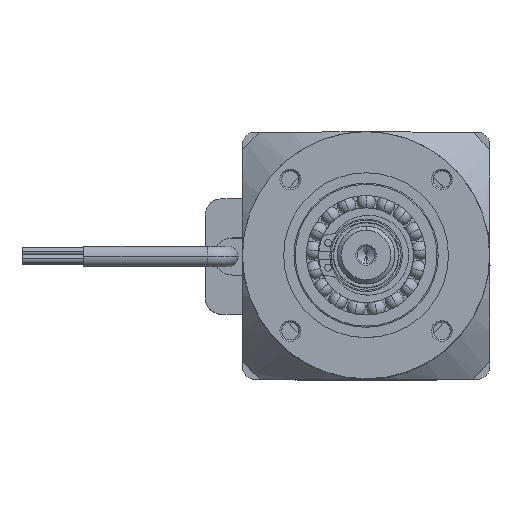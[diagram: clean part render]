
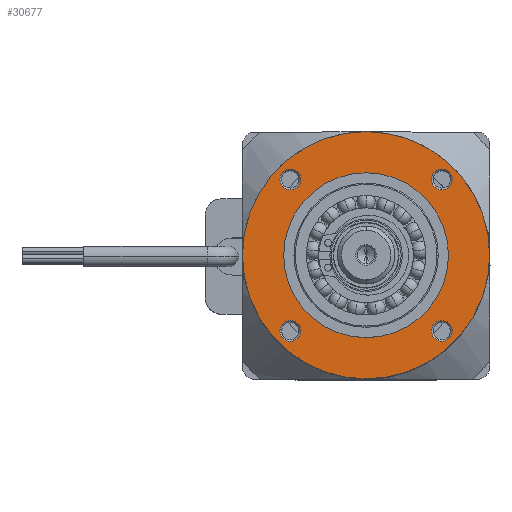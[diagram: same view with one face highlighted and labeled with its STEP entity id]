
A CAD part, top view. The second image highlights one B-rep face of the part: STEP entity #30677.
In plain terms, the highlighted planar face has unit normal (0, 0, 1).
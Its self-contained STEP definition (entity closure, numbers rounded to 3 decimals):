
#660 = CARTESIAN_POINT ( 'NONE',  ( -18.385, -18.385, 12.5 ) ) ;
#904 = VERTEX_POINT ( 'NONE', #22228 ) ;
#2176 = CARTESIAN_POINT ( 'NONE',  ( 20., 0., 12.5 ) ) ;
#2333 = DIRECTION ( 'NONE',  ( 1., 0., 0. ) ) ;
#2433 = VERTEX_POINT ( 'NONE', #17381 ) ;
#2453 = VERTEX_POINT ( 'NONE', #9876 ) ;
#2961 = DIRECTION ( 'NONE',  ( 0., 0., 1. ) ) ;
#3025 = CIRCLE ( 'NONE', #26385, 2.525 ) ;
#3091 = AXIS2_PLACEMENT_3D ( 'NONE', #23839, #6295, #31957 ) ;
#3748 = CARTESIAN_POINT ( 'NONE',  ( 0., 0., 12.5 ) ) ;
#3826 = VERTEX_POINT ( 'NONE', #2176 ) ;
#3900 = FACE_BOUND ( 'NONE', #17526, .T. ) ;
#4132 = AXIS2_PLACEMENT_3D ( 'NONE', #32815, #14860, #22644 ) ;
#4193 = DIRECTION ( 'NONE',  ( 0., 0., 1. ) ) ;
#4445 = CARTESIAN_POINT ( 'NONE',  ( 20.91, -18.385, 12.5 ) ) ;
#5099 = EDGE_CURVE ( 'NONE', #14067, #6560, #29197, .T. ) ;
#5281 = ORIENTED_EDGE ( 'NONE', *, *, #13745, .T. ) ;
#5745 = DIRECTION ( 'NONE',  ( 1., 0., 0. ) ) ;
#5870 = ORIENTED_EDGE ( 'NONE', *, *, #28164, .F. ) ;
#5875 = VERTEX_POINT ( 'NONE', #18794 ) ;
#5924 = EDGE_CURVE ( 'NONE', #7593, #15456, #29744, .T. ) ;
#6295 = DIRECTION ( 'NONE',  ( 0., 0., 1. ) ) ;
#6413 = VERTEX_POINT ( 'NONE', #10243 ) ;
#6560 = VERTEX_POINT ( 'NONE', #21102 ) ;
#6854 = EDGE_CURVE ( 'NONE', #6560, #14067, #32561, .T. ) ;
#6967 = PLANE ( 'NONE',  #8527 ) ;
#7219 = AXIS2_PLACEMENT_3D ( 'NONE', #27269, #4193, #16948 ) ;
#7378 = EDGE_LOOP ( 'NONE', ( #5281, #8992 ) ) ;
#7418 = ORIENTED_EDGE ( 'NONE', *, *, #25293, .F. ) ;
#7593 = VERTEX_POINT ( 'NONE', #11282 ) ;
#8527 = AXIS2_PLACEMENT_3D ( 'NONE', #3748, #12452, #2333 ) ;
#8869 = AXIS2_PLACEMENT_3D ( 'NONE', #21013, #31356, #18477 ) ;
#8929 = DIRECTION ( 'NONE',  ( 1., 0., 0. ) ) ;
#8992 = ORIENTED_EDGE ( 'NONE', *, *, #24025, .T. ) ;
#9238 = CARTESIAN_POINT ( 'NONE',  ( -20.91, -18.385, 12.5 ) ) ;
#9522 = FACE_BOUND ( 'NONE', #21526, .T. ) ;
#9876 = CARTESIAN_POINT ( 'NONE',  ( 15.86, -18.385, 12.5 ) ) ;
#10220 = DIRECTION ( 'NONE',  ( 0., 0., 1. ) ) ;
#10243 = CARTESIAN_POINT ( 'NONE',  ( -30., 0., 12.5 ) ) ;
#10915 = ORIENTED_EDGE ( 'NONE', *, *, #23813, .F. ) ;
#11080 = CIRCLE ( 'NONE', #8869, 2.525 ) ;
#11172 = CIRCLE ( 'NONE', #14980, 30. ) ;
#11282 = CARTESIAN_POINT ( 'NONE',  ( -15.86, -18.385, 12.5 ) ) ;
#11453 = AXIS2_PLACEMENT_3D ( 'NONE', #26142, #31548, #18852 ) ;
#11590 = FACE_BOUND ( 'NONE', #27210, .T. ) ;
#11793 = CIRCLE ( 'NONE', #4132, 20. ) ;
#11826 = CIRCLE ( 'NONE', #22607, 2.525 ) ;
#12180 = EDGE_LOOP ( 'NONE', ( #18740, #7418 ) ) ;
#12331 = DIRECTION ( 'NONE',  ( 0., 0., 1. ) ) ;
#12452 = DIRECTION ( 'NONE',  ( 0., 0., 1. ) ) ;
#13262 = CIRCLE ( 'NONE', #31023, 2.525 ) ;
#13387 = DIRECTION ( 'NONE',  ( 1., 0., 0. ) ) ;
#13745 = EDGE_CURVE ( 'NONE', #5875, #6413, #11172, .T. ) ;
#13980 = DIRECTION ( 'NONE',  ( 1., 0., 0. ) ) ;
#14067 = VERTEX_POINT ( 'NONE', #30117 ) ;
#14860 = DIRECTION ( 'NONE',  ( 0., 0., 1. ) ) ;
#14905 = EDGE_CURVE ( 'NONE', #2453, #15539, #11080, .T. ) ;
#14980 = AXIS2_PLACEMENT_3D ( 'NONE', #18119, #2961, #13387 ) ;
#15137 = AXIS2_PLACEMENT_3D ( 'NONE', #23897, #21682, #8929 ) ;
#15456 = VERTEX_POINT ( 'NONE', #9238 ) ;
#15539 = VERTEX_POINT ( 'NONE', #4445 ) ;
#16948 = DIRECTION ( 'NONE',  ( 1., 0., 0. ) ) ;
#17284 = ORIENTED_EDGE ( 'NONE', *, *, #6854, .F. ) ;
#17381 = CARTESIAN_POINT ( 'NONE',  ( -20., 0., 12.5 ) ) ;
#17526 = EDGE_LOOP ( 'NONE', ( #17284, #20849 ) ) ;
#18119 = CARTESIAN_POINT ( 'NONE',  ( 0., 0., 12.5 ) ) ;
#18477 = DIRECTION ( 'NONE',  ( 1., 0., 0. ) ) ;
#18740 = ORIENTED_EDGE ( 'NONE', *, *, #5924, .F. ) ;
#18794 = CARTESIAN_POINT ( 'NONE',  ( 30., 0., 12.5 ) ) ;
#18852 = DIRECTION ( 'NONE',  ( 1., 0., 0. ) ) ;
#19193 = ORIENTED_EDGE ( 'NONE', *, *, #14905, .F. ) ;
#19209 = FACE_BOUND ( 'NONE', #30435, .T. ) ;
#19361 = CIRCLE ( 'NONE', #3091, 30. ) ;
#19723 = CIRCLE ( 'NONE', #7219, 20. ) ;
#19736 = DIRECTION ( 'NONE',  ( 0., 0., 1. ) ) ;
#20568 = DIRECTION ( 'NONE',  ( 1., 0., 0. ) ) ;
#20849 = ORIENTED_EDGE ( 'NONE', *, *, #5099, .F. ) ;
#21013 = CARTESIAN_POINT ( 'NONE',  ( 18.385, -18.385, 12.5 ) ) ;
#21102 = CARTESIAN_POINT ( 'NONE',  ( 20.91, 18.385, 12.5 ) ) ;
#21279 = VERTEX_POINT ( 'NONE', #25374 ) ;
#21350 = ORIENTED_EDGE ( 'NONE', *, *, #24297, .F. ) ;
#21526 = EDGE_LOOP ( 'NONE', ( #23952, #10915 ) ) ;
#21682 = DIRECTION ( 'NONE',  ( 0., 0., 1. ) ) ;
#21762 = FACE_OUTER_BOUND ( 'NONE', #7378, .T. ) ;
#22228 = CARTESIAN_POINT ( 'NONE',  ( -15.86, 18.385, 12.5 ) ) ;
#22253 = FACE_BOUND ( 'NONE', #12180, .T. ) ;
#22607 = AXIS2_PLACEMENT_3D ( 'NONE', #23095, #10220, #20568 ) ;
#22644 = DIRECTION ( 'NONE',  ( 1., 0., 0. ) ) ;
#23095 = CARTESIAN_POINT ( 'NONE',  ( 18.385, -18.385, 12.5 ) ) ;
#23813 = EDGE_CURVE ( 'NONE', #3826, #2433, #11793, .T. ) ;
#23839 = CARTESIAN_POINT ( 'NONE',  ( 0., 0., 12.5 ) ) ;
#23897 = CARTESIAN_POINT ( 'NONE',  ( -18.385, -18.385, 12.5 ) ) ;
#23940 = CARTESIAN_POINT ( 'NONE',  ( 18.385, 18.385, 12.5 ) ) ;
#23952 = ORIENTED_EDGE ( 'NONE', *, *, #25876, .F. ) ;
#24025 = EDGE_CURVE ( 'NONE', #6413, #5875, #19361, .T. ) ;
#24297 = EDGE_CURVE ( 'NONE', #15539, #2453, #11826, .T. ) ;
#24999 = DIRECTION ( 'NONE',  ( 1., 0., 0. ) ) ;
#25293 = EDGE_CURVE ( 'NONE', #15456, #7593, #3025, .T. ) ;
#25374 = CARTESIAN_POINT ( 'NONE',  ( -20.91, 18.385, 12.5 ) ) ;
#25385 = CARTESIAN_POINT ( 'NONE',  ( -18.385, 18.385, 12.5 ) ) ;
#25866 = CIRCLE ( 'NONE', #29681, 2.525 ) ;
#25876 = EDGE_CURVE ( 'NONE', #2433, #3826, #19723, .T. ) ;
#26142 = CARTESIAN_POINT ( 'NONE',  ( 18.385, 18.385, 12.5 ) ) ;
#26297 = EDGE_CURVE ( 'NONE', #21279, #904, #13262, .T. ) ;
#26385 = AXIS2_PLACEMENT_3D ( 'NONE', #660, #32070, #13980 ) ;
#27210 = EDGE_LOOP ( 'NONE', ( #5870, #33270 ) ) ;
#27269 = CARTESIAN_POINT ( 'NONE',  ( 0., 0., 12.5 ) ) ;
#27845 = CARTESIAN_POINT ( 'NONE',  ( -18.385, 18.385, 12.5 ) ) ;
#28164 = EDGE_CURVE ( 'NONE', #904, #21279, #25866, .T. ) ;
#29010 = DIRECTION ( 'NONE',  ( 0., 0., 1. ) ) ;
#29197 = CIRCLE ( 'NONE', #31847, 2.525 ) ;
#29681 = AXIS2_PLACEMENT_3D ( 'NONE', #27845, #19736, #24999 ) ;
#29744 = CIRCLE ( 'NONE', #15137, 2.525 ) ;
#30117 = CARTESIAN_POINT ( 'NONE',  ( 15.86, 18.385, 12.5 ) ) ;
#30435 = EDGE_LOOP ( 'NONE', ( #21350, #19193 ) ) ;
#30677 = ADVANCED_FACE ( 'NONE', ( #11590, #3900, #19209, #22253, #9522, #21762 ), #6967, .T. ) ;
#31023 = AXIS2_PLACEMENT_3D ( 'NONE', #25385, #12331, #33152 ) ;
#31356 = DIRECTION ( 'NONE',  ( 0., 0., 1. ) ) ;
#31548 = DIRECTION ( 'NONE',  ( 0., 0., 1. ) ) ;
#31847 = AXIS2_PLACEMENT_3D ( 'NONE', #23940, #29010, #5745 ) ;
#31957 = DIRECTION ( 'NONE',  ( 1., 0., 0. ) ) ;
#32070 = DIRECTION ( 'NONE',  ( 0., 0., 1. ) ) ;
#32561 = CIRCLE ( 'NONE', #11453, 2.525 ) ;
#32815 = CARTESIAN_POINT ( 'NONE',  ( 0., 0., 12.5 ) ) ;
#33152 = DIRECTION ( 'NONE',  ( 1., 0., 0. ) ) ;
#33270 = ORIENTED_EDGE ( 'NONE', *, *, #26297, .F. ) ;
